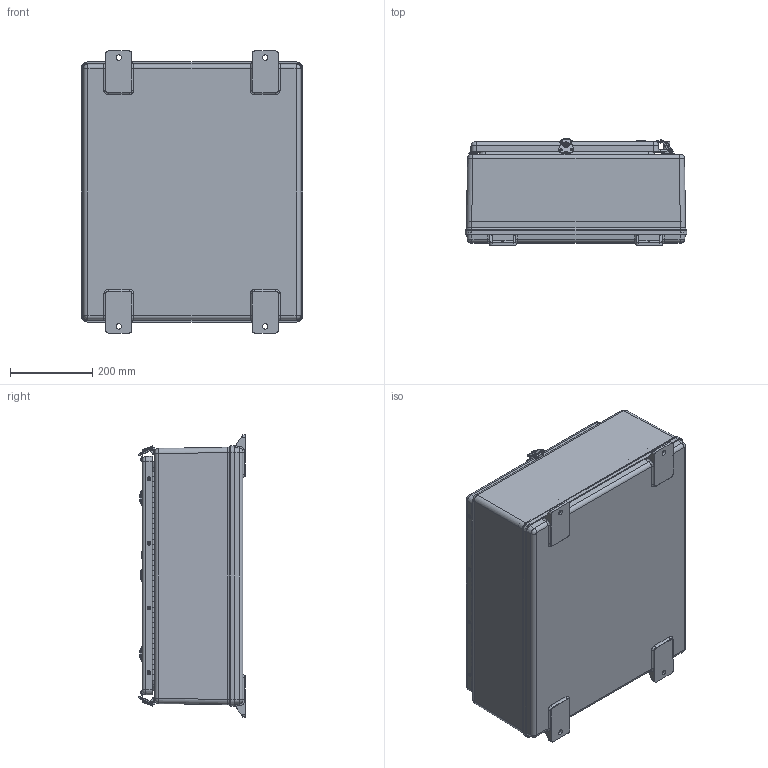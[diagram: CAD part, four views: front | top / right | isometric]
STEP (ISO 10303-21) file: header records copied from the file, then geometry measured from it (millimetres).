
FILE_DESCRIPTION (( 'STEP AP214' ), '1' );
FILE_NAME ('T24208HWTSL.STEP', '2020-10-06T15:51:16', ( '' ), ( '' ), 'SwSTEP 2.0', 'SolidWorks 2019', '' );
FILE_SCHEMA (( 'AUTOMOTIVE_DESIGN' ));
Length unit declared in the file: inch
Products named in the file (1): T24208HWTSL
Bounding box: 539.75 x 260.08 x 685.8 mm (x, y, z)
Volume: 6736250.5 mm3; surface area: 2824331.3 mm2
Topology: 66 solids, 66 shells, 1848 faces, 4495 edges, 2770 vertices
Faces by surface type: plane 746, cylinder 729, bspline 284, cone 49, torus 40
Full cylindrical faces by diameter (mm): 1.587 x4, 1.588 x12, 2.54 x8, 3.175 x41, 3.302 x32, 3.429 x8, 3.5 x8, 3.556 x16, 3.683 x2, 3.969 x8, 4.762 x4, 4.763 x12, 5 x1, 5.08 x8, 5.105 x9, 5.11 x1, 5.283 x4, 5.5 x1, 6.35 x1, 7.137 x2, 8.64 x2, 9.068 x8, 9.9 x1, 10 x1, 10.2 x1, 10.312 x1, 11.125 x4, 12.8 x1, 12.954 x2, 12.959 x2
Entity records: 65819 total; most frequent: CARTESIAN_POINT 24274, ORIENTED_EDGE 8196, DIRECTION 8081, EDGE_CURVE 4098, AXIS2_PLACEMENT_3D 3005, VERTEX_POINT 2709, EDGE_LOOP 2485, FACE_OUTER_BOUND 2108
